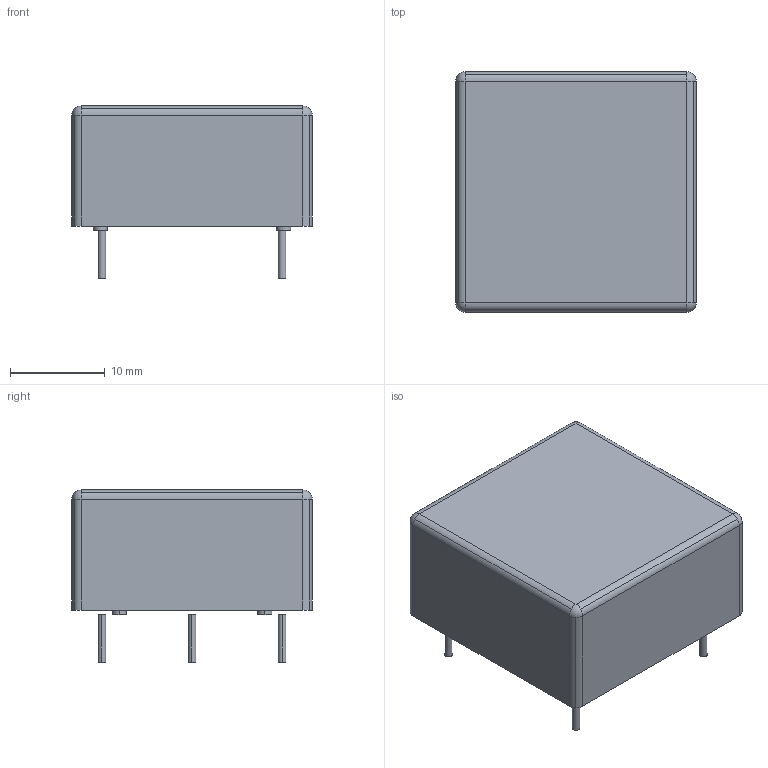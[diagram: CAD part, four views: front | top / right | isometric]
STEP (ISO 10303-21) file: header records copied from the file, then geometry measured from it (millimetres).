
FILE_DESCRIPTION((''),'2;1');
FILE_NAME('Morion_MV85.stp','2019-03-13T19:59:14',('XPMUser'),(''),'Autodesk Inventor (tm) 5.3','Autodesk Inventor (tm) 5.3','');
FILE_SCHEMA(('AUTOMOTIVE_DESIGN { 1 2 10303 214 0 1 1 1 }'));
Length unit declared in the file: millimetre
Products named in the file (3): Morion_MV85; MV85_body; 0.85mm pin
Assembly tree (6 placements, depth 2):
  Morion_MV85
    MV85_body
    0.85mm pin  x5
Bounding box: 25.4 x 25.4 x 18.2 mm (x, y, z)
Volume: 8177.6 mm3; surface area: 2591.1 mm2
Topology: 6 solids, 6 shells, 58 faces, 118 edges, 72 vertices
Faces by surface type: cylinder 34, plane 20, sphere 4
Entity records: 1265 total; most frequent: DIRECTION 244, CARTESIAN_POINT 197, ORIENTED_EDGE 180, AXIS2_PLACEMENT_3D 103, EDGE_CURVE 90, VERTEX_POINT 56, CIRCLE 52, EDGE_LOOP 46
